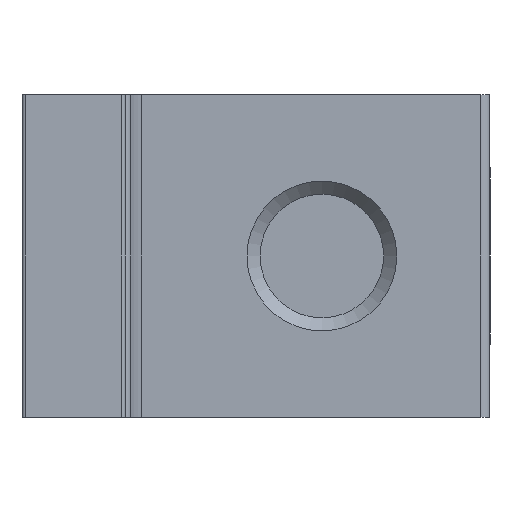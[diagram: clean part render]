
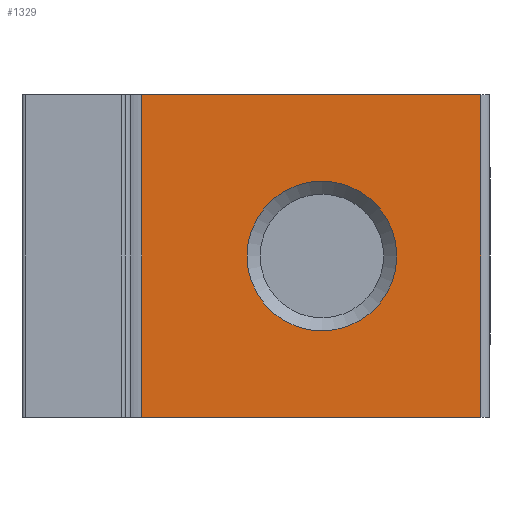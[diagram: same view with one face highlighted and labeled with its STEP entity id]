
A CAD part, front view. The second image highlights one B-rep face of the part: STEP entity #1329.
In plain terms, the highlighted planar face has unit normal (0, -1, 0).
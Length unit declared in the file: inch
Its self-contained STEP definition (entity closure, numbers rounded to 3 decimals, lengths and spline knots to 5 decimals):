
#54=FACE_BOUND('',#267,.T.);
#128=PLANE('',#1511);
#182=FACE_OUTER_BOUND('',#266,.T.);
#266=EDGE_LOOP('',(#1080,#1081,#1082,#1083));
#267=EDGE_LOOP('',(#1084));
#307=LINE('',#1949,#392);
#315=LINE('',#1978,#400);
#322=LINE('',#2005,#407);
#347=LINE('',#2340,#432);
#392=VECTOR('',#1591,0.3937);
#400=VECTOR('',#1621,0.3937);
#407=VECTOR('',#1646,0.3937);
#432=VECTOR('',#1747,0.3937);
#508=CIRCLE('',#1494,0.2);
#542=VERTEX_POINT('',#1946);
#543=VERTEX_POINT('',#1948);
#552=VERTEX_POINT('',#1975);
#553=VERTEX_POINT('',#1977);
#597=VERTEX_POINT('',#2342);
#675=EDGE_CURVE('',#542,#543,#307,.T.);
#690=EDGE_CURVE('',#553,#552,#315,.T.);
#704=EDGE_CURVE('',#543,#552,#322,.T.);
#760=EDGE_CURVE('',#553,#542,#347,.T.);
#761=EDGE_CURVE('',#597,#597,#508,.T.);
#1080=ORIENTED_EDGE('',*,*,#704,.F.);
#1081=ORIENTED_EDGE('',*,*,#675,.F.);
#1082=ORIENTED_EDGE('',*,*,#760,.F.);
#1083=ORIENTED_EDGE('',*,*,#690,.T.);
#1084=ORIENTED_EDGE('',*,*,#761,.T.);
#1329=ADVANCED_FACE('',(#182,#54),#128,.T.);
#1494=AXIS2_PLACEMENT_3D('',#2343,#1750,#1751);
#1511=AXIS2_PLACEMENT_3D('',#2368,#1789,#1790);
#1591=DIRECTION('',(-1.,0.,0.));
#1621=DIRECTION('',(-1.,0.,0.));
#1646=DIRECTION('',(0.,0.,1.));
#1747=DIRECTION('',(0.,0.,-1.));
#1750=DIRECTION('center_axis',(0.,1.,0.));
#1751=DIRECTION('ref_axis',(1.,0.,0.));
#1789=DIRECTION('center_axis',(0.,-1.,0.));
#1790=DIRECTION('ref_axis',(-1.,0.,0.));
#1946=CARTESIAN_POINT('',(1.225,0.,-0.862));
#1948=CARTESIAN_POINT('',(0.31954,0.,-0.862));
#1949=CARTESIAN_POINT('',(1.25,0.,-0.862));
#1975=CARTESIAN_POINT('',(0.31954,0.,0.));
#1977=CARTESIAN_POINT('',(1.225,0.,0.));
#1978=CARTESIAN_POINT('',(1.25,0.,0.));
#2005=CARTESIAN_POINT('',(0.31954,0.,0.));
#2340=CARTESIAN_POINT('',(1.225,0.,0.));
#2342=CARTESIAN_POINT('',(0.601,0.,-0.431));
#2343=CARTESIAN_POINT('Origin',(0.801,0.,-0.431));
#2368=CARTESIAN_POINT('Origin',(1.25,0.,0.));
